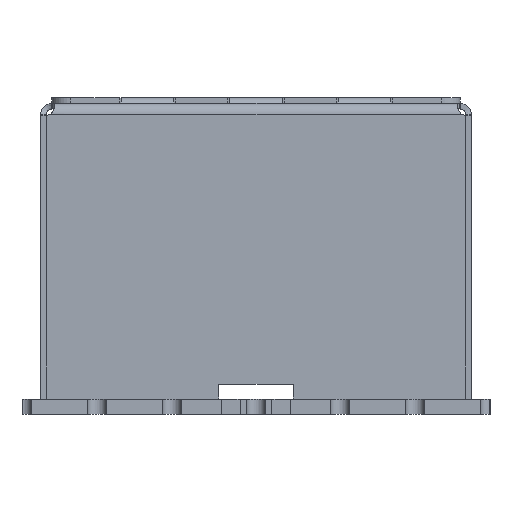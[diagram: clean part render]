
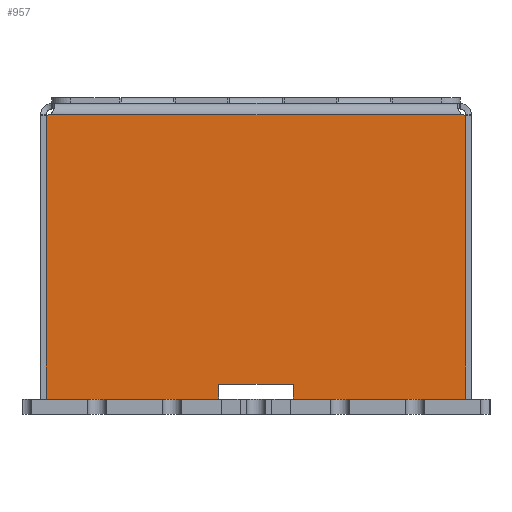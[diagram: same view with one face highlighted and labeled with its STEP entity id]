
A CAD part, left-side view. The second image highlights one B-rep face of the part: STEP entity #957.
In plain terms, the highlighted planar face has unit normal (-1, 0, 0).
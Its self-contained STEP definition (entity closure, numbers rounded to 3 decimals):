
#957=ADVANCED_FACE('',(#7709),#7711,.F.);
#7709=FACE_BOUND('',#7710,.T.);
#7710=EDGE_LOOP('',(#16584,#16585,#16586,#16587,#16588,#16589,#16590,#16591,#16592,
#16593));
#7711=PLANE('',#7712);
#7712=AXIS2_PLACEMENT_3D('',#7713,#7714,#7715);
#7713=CARTESIAN_POINT('',(-14.15,0.,16.613));
#7714=DIRECTION('',(1.,0.,0.));
#7715=DIRECTION('',(0.,0.,-1.));
#16584=ORIENTED_EDGE('',*,*,#20216,.T.);
#16585=ORIENTED_EDGE('',*,*,#20571,.F.);
#16586=ORIENTED_EDGE('',*,*,#20572,.F.);
#16587=ORIENTED_EDGE('',*,*,#20573,.F.);
#16588=ORIENTED_EDGE('',*,*,#20251,.T.);
#16589=ORIENTED_EDGE('',*,*,#20570,.F.);
#16590=ORIENTED_EDGE('',*,*,#20574,.T.);
#16591=ORIENTED_EDGE('',*,*,#20563,.F.);
#16592=ORIENTED_EDGE('',*,*,#20575,.F.);
#16593=ORIENTED_EDGE('',*,*,#20576,.T.);
#20216=EDGE_CURVE('',#22413,#22414,#22415,.T.);
#20251=EDGE_CURVE('',#22478,#22475,#22479,.T.);
#20563=EDGE_CURVE('',#23023,#23025,#23026,.T.);
#20570=EDGE_CURVE('',#23035,#22475,#23037,.T.);
#20571=EDGE_CURVE('',#23038,#22414,#23039,.T.);
#20572=EDGE_CURVE('',#23040,#23038,#23041,.T.);
#20573=EDGE_CURVE('',#22478,#23040,#23042,.T.);
#20574=EDGE_CURVE('',#23035,#23025,#23043,.T.);
#20575=EDGE_CURVE('',#23044,#23023,#23045,.T.);
#20576=EDGE_CURVE('',#23044,#22413,#23046,.T.);
#22413=VERTEX_POINT('',#26113);
#22414=VERTEX_POINT('',#26114);
#22415=LINE('',#26115,#26116);
#22475=VERTEX_POINT('',#26252);
#22478=VERTEX_POINT('',#26257);
#22479=LINE('',#26258,#26259);
#23023=VERTEX_POINT('',#27460);
#23025=VERTEX_POINT('',#27481);
#23026=LINE('',#27482,#27483);
#23035=VERTEX_POINT('',#27550);
#23037=LINE('',#27554,#27555);
#23038=VERTEX_POINT('',#27557);
#23039=LINE('',#27558,#27559);
#23040=VERTEX_POINT('',#27561);
#23041=LINE('',#27562,#27563);
#23042=LINE('',#27565,#27566);
#23043=CIRCLE('',#27568,0.45);
#23044=VERTEX_POINT('',#27572);
#23045=CIRCLE('',#27573,0.45);
#23046=LINE('',#27577,#27578);
#26113=CARTESIAN_POINT('',(-14.15,11.199,0.813));
#26114=CARTESIAN_POINT('',(-14.15,2.,0.813));
#26115=CARTESIAN_POINT('',(-14.15,11.199,0.813));
#26116=VECTOR('',#26117,1.);
#26117=DIRECTION('',(0.,-1.,0.));
#26252=CARTESIAN_POINT('',(-14.15,-11.199,0.813));
#26257=CARTESIAN_POINT('',(-14.15,-2.,0.813));
#26258=CARTESIAN_POINT('',(-14.15,-2.,0.813));
#26259=VECTOR('',#26260,1.);
#26260=DIRECTION('',(0.,-1.,0.));
#27460=CARTESIAN_POINT('',(-14.15,11.009,16.013));
#27481=CARTESIAN_POINT('',(-14.15,-11.009,16.013));
#27482=CARTESIAN_POINT('',(-14.15,11.009,16.013));
#27483=VECTOR('',#27484,1.);
#27484=DIRECTION('',(0.,-1.,0.));
#27550=CARTESIAN_POINT('',(-14.15,-11.199,15.971));
#27554=CARTESIAN_POINT('',(-14.15,-11.199,15.971));
#27555=VECTOR('',#27556,1.);
#27556=DIRECTION('',(0.,0.,-1.));
#27557=CARTESIAN_POINT('',(-14.15,2.,1.613));
#27558=CARTESIAN_POINT('',(-14.15,2.,1.613));
#27559=VECTOR('',#27560,1.);
#27560=DIRECTION('',(0.,0.,-1.));
#27561=CARTESIAN_POINT('',(-14.15,-2.,1.613));
#27562=CARTESIAN_POINT('',(-14.15,-2.,1.613));
#27563=VECTOR('',#27564,1.);
#27564=DIRECTION('',(0.,1.,0.));
#27565=CARTESIAN_POINT('',(-14.15,-2.,0.813));
#27566=VECTOR('',#27567,1.);
#27567=DIRECTION('',(0.,0.,1.));
#27568=AXIS2_PLACEMENT_3D('',#27569,#27570,#27571);
#27569=CARTESIAN_POINT('',(-14.15,-11.199,16.421));
#27570=DIRECTION('',(1.,0.,0.));
#27571=DIRECTION('',(0.,0.,-1.));
#27572=CARTESIAN_POINT('',(-14.15,11.199,15.971));
#27573=AXIS2_PLACEMENT_3D('',#27574,#27575,#27576);
#27574=CARTESIAN_POINT('',(-14.15,11.199,16.421));
#27575=DIRECTION('',(-1.,0.,0.));
#27576=DIRECTION('',(0.,0.,-1.));
#27577=CARTESIAN_POINT('',(-14.15,11.199,15.971));
#27578=VECTOR('',#27579,1.);
#27579=DIRECTION('',(0.,0.,-1.));
